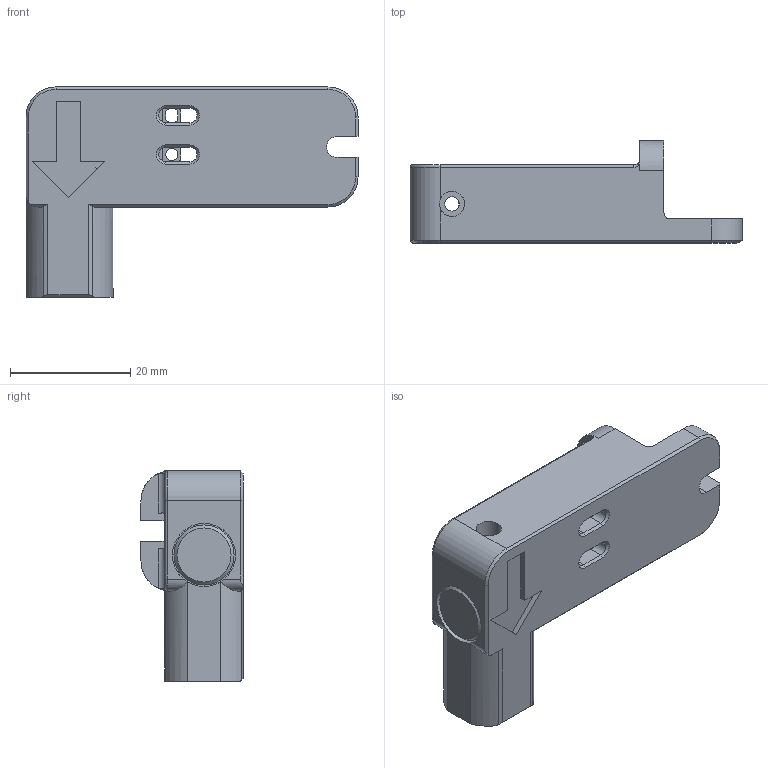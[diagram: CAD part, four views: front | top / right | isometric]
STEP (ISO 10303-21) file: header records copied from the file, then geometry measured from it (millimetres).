
FILE_DESCRIPTION(/* description */ (''),/* implementation_level */ '2;1');
FILE_NAME(/* name */ 'MAM_Filament_Runout_Sensor.step',/* time_stamp */ '2021-10-15T10:55:21+02:00',/* author */ (''),/* organization */ (''),/* preprocessor_version */ 'ST-DEVELOPER v18.1',/* originating_system */ 'Autodesk Translation Framework v10.10.0.1391',/* authorisation */ '');
FILE_SCHEMA (('AUTOMOTIVE_DESIGN { 1 0 10303 214 3 1 1 }'));
Length unit declared in the file: millimetre
Products named in the file (9): Bowden Tube Holder Filament Runout; 10mm Steel Ball; KW10 Microswitch v2; Component2; Component3; Component6; Component7; Component8; Magnet 10x4mm
Assembly tree (8 placements, depth 5):
  Bowden Tube Holder Filament Runout
    10mm Steel Ball
    KW10 Microswitch v2
      Component2
        Component3
          Component6
        Component7
        Component8
    Magnet 10x4mm
Bounding box: 55.3 x 17 x 35 mm (x, y, z)
Volume: 11676 mm3; surface area: 7357.3 mm2
Topology: 6 solids, 6 shells, 166 faces, 431 edges, 280 vertices
Faces by surface type: plane 107, cylinder 43, cone 9, torus 4, sphere 3
Full cylindrical faces by diameter (mm): 0.4 x3, 1.2 x3, 2 x1, 2.4 x1, 4.2 x2, 10 x1, 10.5 x1, 11 x1
Entity records: 5497 total; most frequent: CARTESIAN_POINT 1041, DIRECTION 889, ORIENTED_EDGE 858, EDGE_CURVE 429, LINE 299, VECTOR 299, AXIS2_PLACEMENT_3D 295, VERTEX_POINT 280
